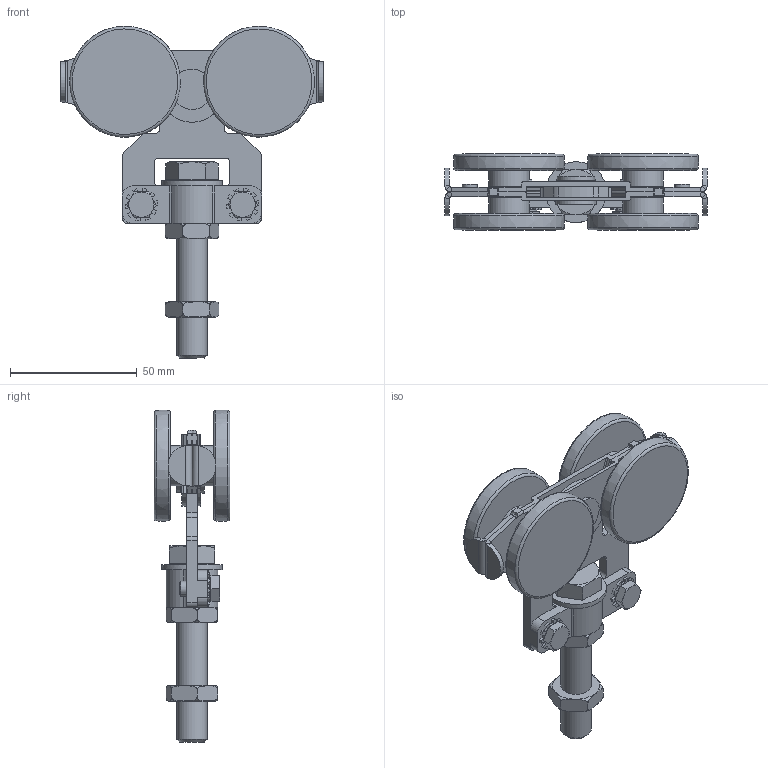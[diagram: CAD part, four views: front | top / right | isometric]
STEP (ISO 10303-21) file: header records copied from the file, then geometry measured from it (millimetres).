
FILE_DESCRIPTION(/* description */ (''),/* implementation_level */ '2;1');
FILE_NAME(/* name */ '2255.stp',/* time_stamp */ '2023-06-06T09:00:01+02:00',/* author */ ('Giuliano'),/* organization */ (''),/* preprocessor_version */ 'ST-DEVELOPER v18.1',/* originating_system */ 'Autodesk Inventor 2021',/* authorisation */ '');
FILE_SCHEMA (('AUTOMOTIVE_DESIGN { 1 0 10303 214 3 1 1 }'));
Length unit declared in the file: millimetre
Products named in the file (1): Pièce28
Bounding box: 103.6 x 30 x 131.2 mm (x, y, z)
Volume: 81059.5 mm3; surface area: 38392.7 mm2
Topology: 1 solids, 1 shells, 502 faces, 1331 edges, 850 vertices
Faces by surface type: plane 224, cylinder 203, bspline 26, cone 21, torus 20, sphere 8
Full cylindrical faces by diameter (mm): 6 x4, 8.88 x2, 12 x3, 13.9 x3, 15 x1, 16 x5, 16.63 x1, 24 x1
Entity records: 19222 total; most frequent: CARTESIAN_POINT 6684, ORIENTED_EDGE 2646, DIRECTION 2619, EDGE_CURVE 1323, AXIS2_PLACEMENT_3D 937, VERTEX_POINT 850, LINE 745, VECTOR 745
